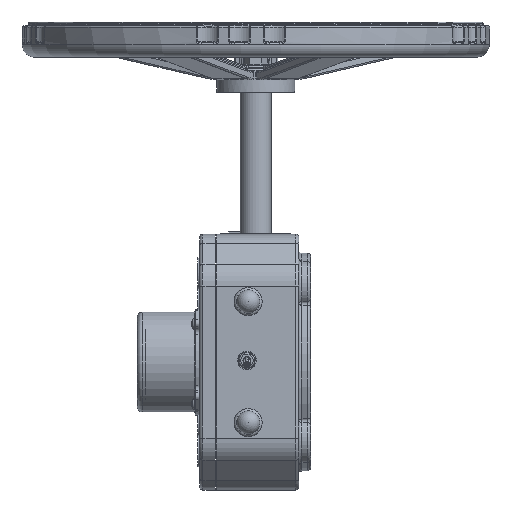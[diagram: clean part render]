
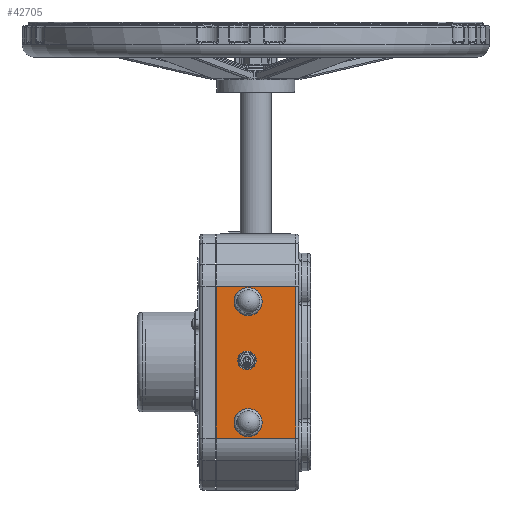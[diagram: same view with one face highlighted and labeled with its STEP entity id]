
A CAD part, left-side view. The second image highlights one B-rep face of the part: STEP entity #42705.
In plain terms, the highlighted planar face has unit normal (-1, 0, 0).
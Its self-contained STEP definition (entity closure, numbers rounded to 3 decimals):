
#954=CIRCLE('',#45437,9.);
#959=CIRCLE('',#45444,9.);
#5507=FACE_BOUND('',#9080,.T.);
#5508=FACE_BOUND('',#9081,.T.);
#6527=FACE_OUTER_BOUND('',#9079,.T.);
#9079=EDGE_LOOP('',(#30234,#30235,#30236,#30237));
#9080=EDGE_LOOP('',(#30238));
#9081=EDGE_LOOP('',(#30239));
#11724=LINE('',#61823,#14524);
#11837=LINE('',#62353,#14637);
#11856=LINE('',#62407,#14656);
#11857=LINE('',#62409,#14657);
#14524=VECTOR('',#50153,10.);
#14637=VECTOR('',#50596,10.);
#14656=VECTOR('',#50645,10.);
#14657=VECTOR('',#50648,10.);
#18811=VERTEX_POINT('',#61317);
#18815=VERTEX_POINT('',#61329);
#18895=VERTEX_POINT('',#61817);
#18896=VERTEX_POINT('',#61821);
#19073=VERTEX_POINT('',#62350);
#19074=VERTEX_POINT('',#62352);
#22928=EDGE_CURVE('',#18811,#18811,#954,.T.);
#22934=EDGE_CURVE('',#18815,#18815,#959,.T.);
#23075=EDGE_CURVE('',#18896,#18895,#11724,.T.);
#23305=EDGE_CURVE('',#19074,#19073,#11837,.T.);
#23333=EDGE_CURVE('',#18895,#19073,#11856,.T.);
#23334=EDGE_CURVE('',#19074,#18896,#11857,.T.);
#30234=ORIENTED_EDGE('',*,*,#23075,.F.);
#30235=ORIENTED_EDGE('',*,*,#23334,.F.);
#30236=ORIENTED_EDGE('',*,*,#23305,.T.);
#30237=ORIENTED_EDGE('',*,*,#23333,.F.);
#30238=ORIENTED_EDGE('',*,*,#22928,.T.);
#30239=ORIENTED_EDGE('',*,*,#22934,.T.);
#41705=PLANE('',#45790);
#42705=ADVANCED_FACE('',(#6527,#5507,#5508),#41705,.T.);
#45437=AXIS2_PLACEMENT_3D('',#61319,#49775,#49776);
#45444=AXIS2_PLACEMENT_3D('',#61331,#49790,#49791);
#45790=AXIS2_PLACEMENT_3D('',#62408,#50646,#50647);
#49775=DIRECTION('center_axis',(1.,0.,0.));
#49776=DIRECTION('ref_axis',(0.,0.,1.));
#49790=DIRECTION('center_axis',(1.,0.,0.));
#49791=DIRECTION('ref_axis',(0.,0.,1.));
#50153=DIRECTION('',(0.,-1.,0.));
#50596=DIRECTION('',(0.,-1.,0.));
#50645=DIRECTION('',(0.,0.,-1.));
#50646=DIRECTION('center_axis',(-1.,0.,0.));
#50647=DIRECTION('ref_axis',(0.,-1.,0.));
#50648=DIRECTION('',(0.,0.,1.));
#61317=CARTESIAN_POINT('',(-56.25,-38.792,11.488));
#61319=CARTESIAN_POINT('Origin',(-56.25,-38.792,20.488));
#61329=CARTESIAN_POINT('',(-56.25,38.792,11.488));
#61331=CARTESIAN_POINT('Origin',(-56.25,38.792,20.488));
#61817=CARTESIAN_POINT('',(-56.25,-48.716,51.));
#61821=CARTESIAN_POINT('',(-56.25,48.716,51.));
#61823=CARTESIAN_POINT('',(-56.25,41.,51.));
#62350=CARTESIAN_POINT('',(-56.25,-48.716,0.));
#62352=CARTESIAN_POINT('',(-56.25,48.716,0.));
#62353=CARTESIAN_POINT('',(-56.25,82.,0.));
#62407=CARTESIAN_POINT('',(-56.25,-48.716,0.));
#62408=CARTESIAN_POINT('Origin',(-56.25,82.,0.));
#62409=CARTESIAN_POINT('',(-56.25,48.716,0.));
